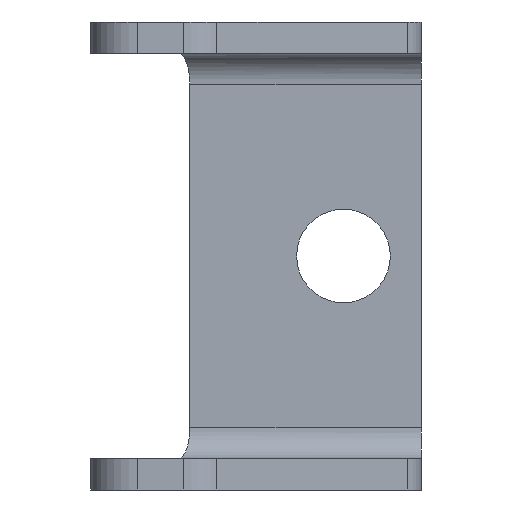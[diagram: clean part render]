
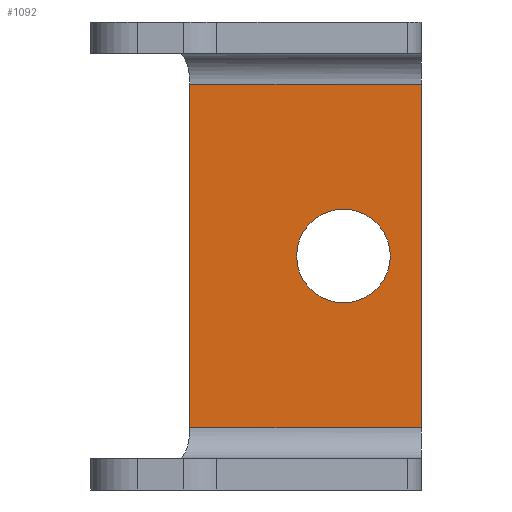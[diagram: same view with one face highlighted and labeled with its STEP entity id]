
A CAD part, front view. The second image highlights one B-rep face of the part: STEP entity #1092.
In plain terms, the highlighted planar face has unit normal (0, -1, 0).
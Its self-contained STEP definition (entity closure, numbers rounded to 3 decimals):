
#8 = CIRCLE ( 'NONE', #1328, 6. ) ;
#12 = CARTESIAN_POINT ( 'NONE',  ( 45., 42., 4. ) ) ;
#45 = CARTESIAN_POINT ( 'NONE',  ( 15.287, 42., 60. ) ) ;
#61 = LINE ( 'NONE', #1067, #389 ) ;
#102 = CARTESIAN_POINT ( 'NONE',  ( 15.287, 42., 52. ) ) ;
#121 = DIRECTION ( 'NONE',  ( 0., 0., 1. ) ) ;
#153 = CARTESIAN_POINT ( 'NONE',  ( 45., 42., 52. ) ) ;
#165 = DIRECTION ( 'NONE',  ( 1., 0., 0. ) ) ;
#180 = EDGE_CURVE ( 'NONE', #973, #1334, #1374, .T. ) ;
#210 = ORIENTED_EDGE ( 'NONE', *, *, #1392, .F. ) ;
#215 = PLANE ( 'NONE',  #249 ) ;
#218 = VECTOR ( 'NONE', #1476, 1000. ) ;
#223 = ORIENTED_EDGE ( 'NONE', *, *, #180, .T. ) ;
#249 = AXIS2_PLACEMENT_3D ( 'NONE', #12, #522, #1040 ) ;
#250 = CARTESIAN_POINT ( 'NONE',  ( 45., 42., 4. ) ) ;
#349 = EDGE_CURVE ( 'NONE', #1214, #973, #514, .T. ) ;
#389 = VECTOR ( 'NONE', #165, 1000. ) ;
#489 = CIRCLE ( 'NONE', #1434, 6. ) ;
#514 = LINE ( 'NONE', #916, #651 ) ;
#522 = DIRECTION ( 'NONE',  ( 0., -1., 0. ) ) ;
#537 = DIRECTION ( 'NONE',  ( -1., 0., 0. ) ) ;
#588 = DIRECTION ( 'NONE',  ( 0., 0., -1. ) ) ;
#612 = CARTESIAN_POINT ( 'NONE',  ( 35., 42., 30. ) ) ;
#619 = ORIENTED_EDGE ( 'NONE', *, *, #901, .T. ) ;
#623 = CARTESIAN_POINT ( 'NONE',  ( 45., 42., 8. ) ) ;
#645 = EDGE_CURVE ( 'NONE', #1604, #959, #489, .T. ) ;
#651 = VECTOR ( 'NONE', #537, 1000. ) ;
#725 = ORIENTED_EDGE ( 'NONE', *, *, #349, .T. ) ;
#842 = EDGE_LOOP ( 'NONE', ( #1215, #210 ) ) ;
#853 = FACE_OUTER_BOUND ( 'NONE', #1015, .T. ) ;
#901 = EDGE_CURVE ( 'NONE', #1334, #1023, #61, .T. ) ;
#916 = CARTESIAN_POINT ( 'NONE',  ( 15.287, 42., 52. ) ) ;
#959 = VERTEX_POINT ( 'NONE', #1211 ) ;
#973 = VERTEX_POINT ( 'NONE', #102 ) ;
#978 = FACE_BOUND ( 'NONE', #842, .T. ) ;
#985 = DIRECTION ( 'NONE',  ( 0., -1., 0. ) ) ;
#988 = DIRECTION ( 'NONE',  ( 0., 0., -1. ) ) ;
#1015 = EDGE_LOOP ( 'NONE', ( #1016, #725, #223, #619 ) ) ;
#1016 = ORIENTED_EDGE ( 'NONE', *, *, #1186, .T. ) ;
#1023 = VERTEX_POINT ( 'NONE', #623 ) ;
#1040 = DIRECTION ( 'NONE',  ( 0., 0., -1. ) ) ;
#1067 = CARTESIAN_POINT ( 'NONE',  ( 45., 42., 8. ) ) ;
#1092 = ADVANCED_FACE ( 'NONE', ( #978, #853 ), #215, .T. ) ;
#1183 = VECTOR ( 'NONE', #121, 1000. ) ;
#1186 = EDGE_CURVE ( 'NONE', #1023, #1214, #1548, .T. ) ;
#1211 = CARTESIAN_POINT ( 'NONE',  ( 35., 42., 24. ) ) ;
#1214 = VERTEX_POINT ( 'NONE', #153 ) ;
#1215 = ORIENTED_EDGE ( 'NONE', *, *, #645, .F. ) ;
#1268 = DIRECTION ( 'NONE',  ( 0., -1., 0. ) ) ;
#1328 = AXIS2_PLACEMENT_3D ( 'NONE', #612, #985, #588 ) ;
#1334 = VERTEX_POINT ( 'NONE', #1456 ) ;
#1374 = LINE ( 'NONE', #45, #218 ) ;
#1383 = CARTESIAN_POINT ( 'NONE',  ( 35., 42., 30. ) ) ;
#1392 = EDGE_CURVE ( 'NONE', #959, #1604, #8, .T. ) ;
#1430 = CARTESIAN_POINT ( 'NONE',  ( 35., 42., 36. ) ) ;
#1434 = AXIS2_PLACEMENT_3D ( 'NONE', #1383, #1268, #988 ) ;
#1456 = CARTESIAN_POINT ( 'NONE',  ( 15.287, 42., 8. ) ) ;
#1476 = DIRECTION ( 'NONE',  ( 0., 0., -1. ) ) ;
#1548 = LINE ( 'NONE', #250, #1183 ) ;
#1604 = VERTEX_POINT ( 'NONE', #1430 ) ;
